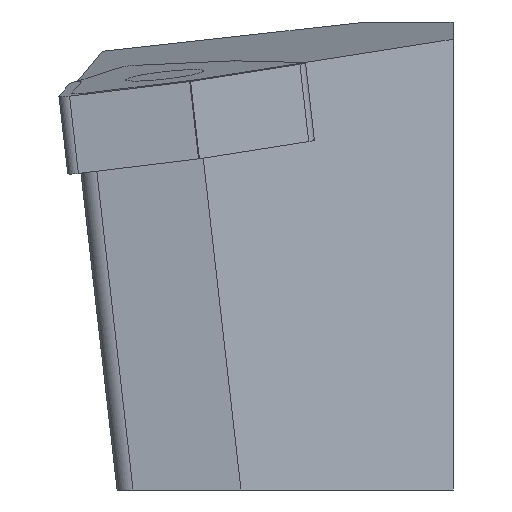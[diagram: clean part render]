
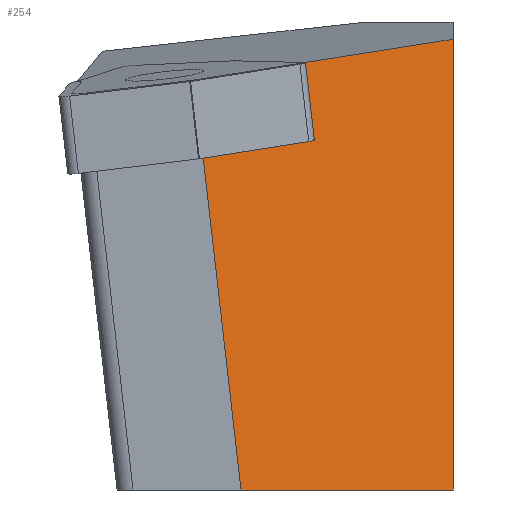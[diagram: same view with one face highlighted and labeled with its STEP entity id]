
A CAD part, left-side view. The second image highlights one B-rep face of the part: STEP entity #254.
In plain terms, the highlighted planar face has unit normal (-0.907, -0.42, -0.039).
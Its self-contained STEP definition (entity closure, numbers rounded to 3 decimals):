
#54=PLANE('',#703);
#81=FACE_OUTER_BOUND('',#302,.T.);
#135=LINE('',#1010,#206);
#136=LINE('',#1013,#207);
#137=LINE('',#1015,#208);
#138=LINE('',#1017,#209);
#206=VECTOR('',#827,1.);
#207=VECTOR('',#828,1.);
#208=VECTOR('',#829,1.);
#209=VECTOR('',#830,1.);
#254=ADVANCED_FACE('',(#81),#54,.T.);
#302=EDGE_LOOP('',(#423,#424,#425,#426));
#423=ORIENTED_EDGE('',*,*,#617,.F.);
#424=ORIENTED_EDGE('',*,*,#618,.T.);
#425=ORIENTED_EDGE('',*,*,#619,.F.);
#426=ORIENTED_EDGE('',*,*,#620,.T.);
#541=VERTEX_POINT('',#1011);
#542=VERTEX_POINT('',#1012);
#543=VERTEX_POINT('',#1014);
#544=VERTEX_POINT('',#1016);
#617=EDGE_CURVE('',#541,#542,#135,.T.);
#618=EDGE_CURVE('',#541,#543,#136,.T.);
#619=EDGE_CURVE('',#544,#543,#137,.T.);
#620=EDGE_CURVE('',#544,#542,#138,.T.);
#703=AXIS2_PLACEMENT_3D('',#1018,#831,#832);
#827=DIRECTION('',(-0.095,0.113,0.989));
#828=DIRECTION('',(0.42,-0.907,0.));
#829=DIRECTION('',(0.043,0.,-0.999));
#830=DIRECTION('',(-0.411,0.901,-0.142));
#831=DIRECTION('',(-0.907,-0.42,-0.039));
#832=DIRECTION('',(-0.42,0.907,0.));
#1010=CARTESIAN_POINT('',(5.112,-15.052,-33.446));
#1011=CARTESIAN_POINT('',(4.965,-14.877,-31.904));
#1012=CARTESIAN_POINT('',(1.78,-11.081,1.432));
#1013=CARTESIAN_POINT('',(12.623,-31.415,-31.904));
#1014=CARTESIAN_POINT('',(12.949,-32.12,-31.904));
#1015=CARTESIAN_POINT('',(12.946,-32.12,-31.825));
#1016=CARTESIAN_POINT('',(11.38,-32.12,4.745));
#1017=CARTESIAN_POINT('',(5.564,-19.373,2.737));
#1018=CARTESIAN_POINT('',(11.206,-28.406,-31.343));
